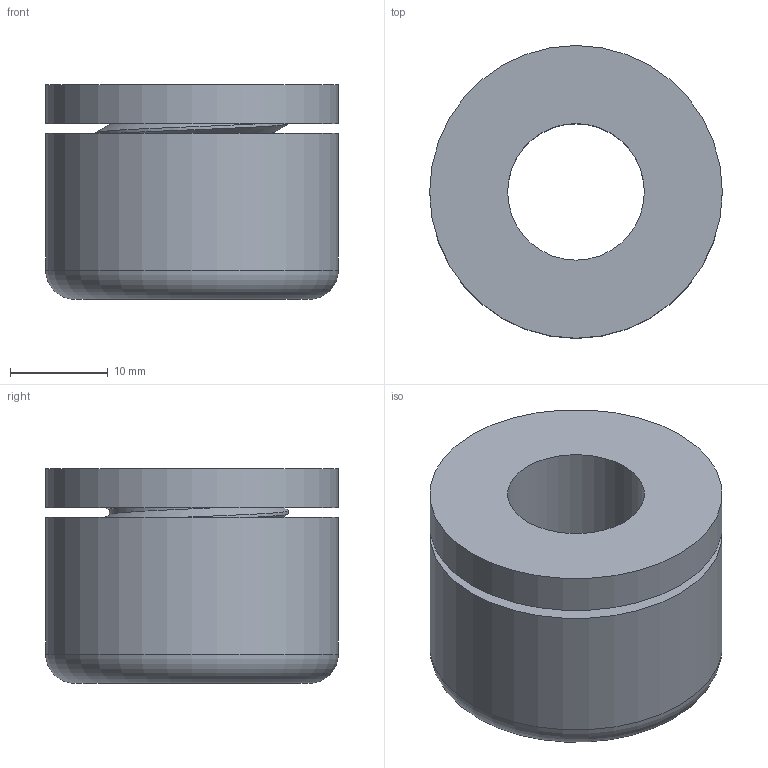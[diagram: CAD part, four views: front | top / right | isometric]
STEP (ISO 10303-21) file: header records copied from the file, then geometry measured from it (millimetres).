
FILE_DESCRIPTION(/* description */ (''),/* implementation_level */ '2;1');
FILE_NAME(/* name */ 'f5d5a0df-13e9-49e8-b84b-ba2e31a96700.stp',/* time_stamp */ '2018-10-06T22:22:56+00:00',/* author */ (''),/* organization */ (''),/* preprocessor_version */ 'ST-DEVELOPER v17.2',/* originating_system */ 'Autodesk Translation Framework v7.6.0.251',/* authorisation */ '');
FILE_SCHEMA (('AUTOMOTIVE_DESIGN { 1 0 10303 214 3 1 1 }'));
Length unit declared in the file: millimetre
Products named in the file (3): 20mmConnector; Component1; Component2
Assembly tree (2 placements, depth 2):
  20mmConnector
    Component1
    Component2
Bounding box: 30 x 30 x 22 mm (x, y, z)
Volume: 11081.8 mm3; surface area: 8061.4 mm2
Topology: 2 solids, 2 shells, 46 faces, 121 edges, 80 vertices
Faces by surface type: cylinder 35, plane 5, bspline 4, torus 1, cone 1
Full cylindrical faces by diameter (mm): 14 x1, 16.938 x7, 17.519 x6, 19.791 x6, 20.293 x6, 30 x2
Entity records: 5572 total; most frequent: CARTESIAN_POINT 4461, ORIENTED_EDGE 242, DIRECTION 164, EDGE_CURVE 121, VERTEX_POINT 80, B_SPLINE_CURVE_WITH_KNOTS 70, AXIS2_PLACEMENT_3D 66, EDGE_LOOP 51
